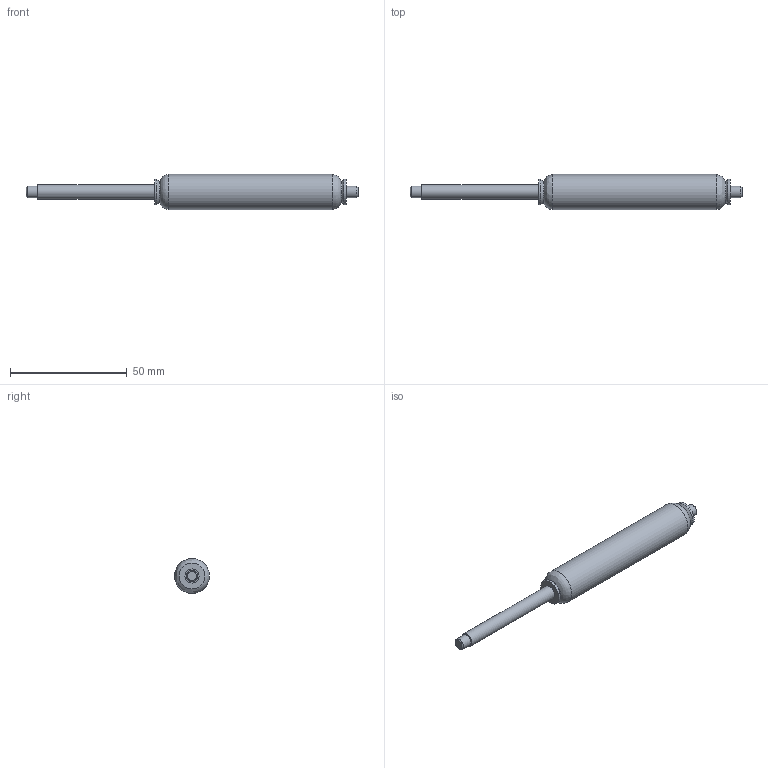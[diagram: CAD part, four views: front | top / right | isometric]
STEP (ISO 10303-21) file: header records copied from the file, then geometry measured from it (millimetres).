
FILE_DESCRIPTION(/* description */ ('Zylinderrohr'),/* implementation_level */ '2;1');
FILE_NAME(/* name */ 'Gasfeder Stahl 6-15-50.stp',/* time_stamp */ '2016-04-05T10:10:57+02:00',/* author */ ('DLamberti'),/* organization */ (''),/* preprocessor_version */ 'ST-DEVELOPER v16.1',/* originating_system */ 'Autodesk Inventor 2016',/* authorisation */ '');
FILE_SCHEMA (('CONFIG_CONTROL_DESIGN'));
Length unit declared in the file: millimetre
Products named in the file (4): zylinder-05; KST_D-06; Gew-03.1; G___-S-00032-BM
Assembly tree (4 placements, depth 2):
  G___-S-00032-BM
    zylinder-05
    KST_D-06
    Gew-03.1  x2
Bounding box: 142 x 15 x 15 mm (x, y, z)
Volume: 15468 mm3; surface area: 5309 mm2
Topology: 4 solids, 4 shells, 22 faces, 34 edges, 20 vertices
Faces by surface type: cylinder 8, plane 8, cone 4, bspline 2
Full cylindrical faces by diameter (mm): 5 x2, 6 x1, 9 x2, 11 x2, 15 x1
Entity records: 532 total; most frequent: CARTESIAN_POINT 118, DIRECTION 82, AXIS2_PLACEMENT_3D 41, ORIENTED_EDGE 38, EDGE_LOOP 28, STYLED_ITEM 21, EDGE_CURVE 19, FACE_OUTER_BOUND 18
